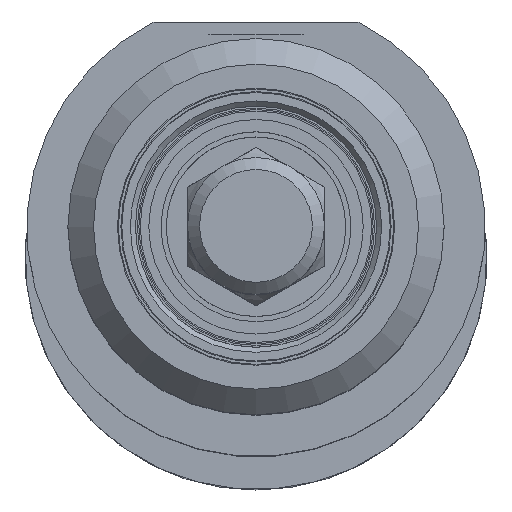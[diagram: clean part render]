
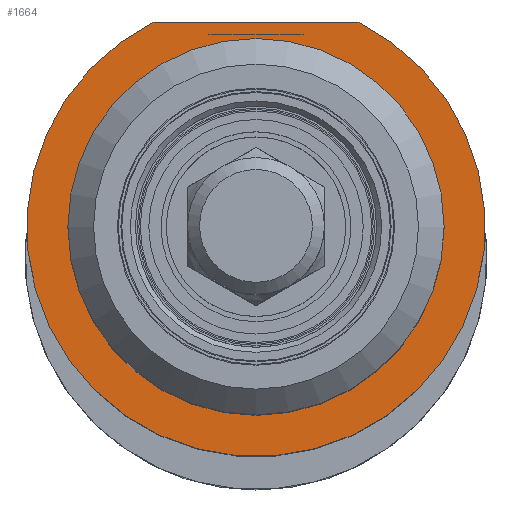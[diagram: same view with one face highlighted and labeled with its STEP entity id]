
A CAD part, top view. The second image highlights one B-rep face of the part: STEP entity #1664.
In plain terms, the highlighted face is planar.
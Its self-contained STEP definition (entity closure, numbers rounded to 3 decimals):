
#1234=CARTESIAN_POINT('',(-5.963,-56.25,12.));
#1235=VERTEX_POINT('',#1234);
#1236=CARTESIAN_POINT('',(5.963,-56.25,12.));
#1237=VERTEX_POINT('',#1236);
#1238=CARTESIAN_POINT('',(-5.963,-56.25,12.));
#1239=DIRECTION('',(1.0,0.0,0.0));
#1240=VECTOR('',#1239,11.926);
#1241=LINE('',#1238,#1240);
#1242=EDGE_CURVE('',#1235,#1237,#1241,.T.);
#1600=CARTESIAN_POINT('',(0.,-56.25,11.));
#1601=VERTEX_POINT('',#1600);
#1602=CARTESIAN_POINT('',(0.,-56.25,0.));
#1603=DIRECTION('',(0.0,1.0,0.0));
#1604=DIRECTION('',(0.0,0.0,1.0));
#1605=AXIS2_PLACEMENT_3D('',#1602,#1603,#1604);
#1606=CIRCLE('',#1605,11.0);
#1607=EDGE_CURVE('',#1601,#1601,#1606,.T.);
#1639=CARTESIAN_POINT('',(0.,-56.25,0.));
#1640=DIRECTION('',(0.0,1.0,0.0));
#1641=DIRECTION('',(-0.445,0.0,0.896));
#1642=AXIS2_PLACEMENT_3D('',#1639,#1640,#1641);
#1643=CIRCLE('',#1642,13.4);
#1644=EDGE_CURVE('',#1237,#1235,#1643,.T.);
#1652=CARTESIAN_POINT('',(0.,-56.25,0.951));
#1653=DIRECTION('',(0.0,-1.0,0.0));
#1654=DIRECTION('',(0.0,0.0,-1.0));
#1655=AXIS2_PLACEMENT_3D('',#1652,#1653,#1654);
#1656=PLANE('',#1655);
#1657=ORIENTED_EDGE('',*,*,#1242,.F.);
#1658=ORIENTED_EDGE('',*,*,#1644,.F.);
#1659=EDGE_LOOP('',(#1657,#1658));
#1660=FACE_OUTER_BOUND('',#1659,.T.);
#1661=ORIENTED_EDGE('',*,*,#1607,.T.);
#1662=EDGE_LOOP('',(#1661));
#1663=FACE_BOUND('',#1662,.T.);
#1664=ADVANCED_FACE('',(#1660,#1663),#1656,.T.);
